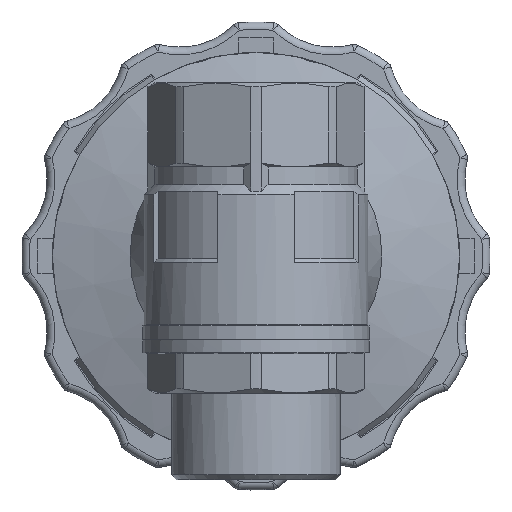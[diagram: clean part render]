
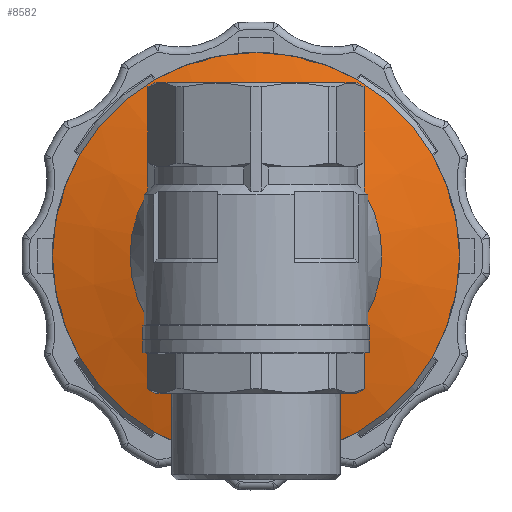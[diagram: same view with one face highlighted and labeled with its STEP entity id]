
A CAD part, left-side view. The second image highlights one B-rep face of the part: STEP entity #8582.
In plain terms, the highlighted conical face has half-angle 73.56 degrees and reference radius 32.375 mm.
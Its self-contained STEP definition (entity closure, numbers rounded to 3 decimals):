
#1559=CONICAL_SURFACE('',#11034,32.375,1.284);
#3801=ORIENTED_EDGE('',*,*,#5199,.F.);
#3802=ORIENTED_EDGE('',*,*,#5198,.T.);
#5198=EDGE_CURVE('',#6056,#6056,#6658,.T.);
#5199=EDGE_CURVE('',#6057,#6057,#6659,.T.);
#6056=VERTEX_POINT('',#22657);
#6057=VERTEX_POINT('',#22660);
#6658=CIRCLE('',#11033,24.75);
#6659=CIRCLE('',#11035,40.);
#7264=EDGE_LOOP('',(#3801));
#7265=EDGE_LOOP('',(#3802));
#7894=FACE_BOUND('',#7264,.T.);
#7895=FACE_BOUND('',#7265,.T.);
#8582=ADVANCED_FACE('',(#7894,#7895),#1559,.T.);
#11033=AXIS2_PLACEMENT_3D('',#22656,#13531,#13532);
#11034=AXIS2_PLACEMENT_3D('',#22658,#13533,#13534);
#11035=AXIS2_PLACEMENT_3D('',#22659,#13535,#13536);
#13531=DIRECTION('',(0.,1.,0.));
#13532=DIRECTION('',(1.,0.,0.));
#13533=DIRECTION('',(0.,1.,0.));
#13534=DIRECTION('',(1.,0.,0.));
#13535=DIRECTION('',(0.,1.,0.));
#13536=DIRECTION('',(-1.,0.,0.));
#22656=CARTESIAN_POINT('',(0.,41.,0.));
#22657=CARTESIAN_POINT('',(24.75,41.,0.));
#22658=CARTESIAN_POINT('',(0.,43.25,0.));
#22659=CARTESIAN_POINT('',(0.,45.5,0.));
#22660=CARTESIAN_POINT('',(-40.,45.5,0.));
